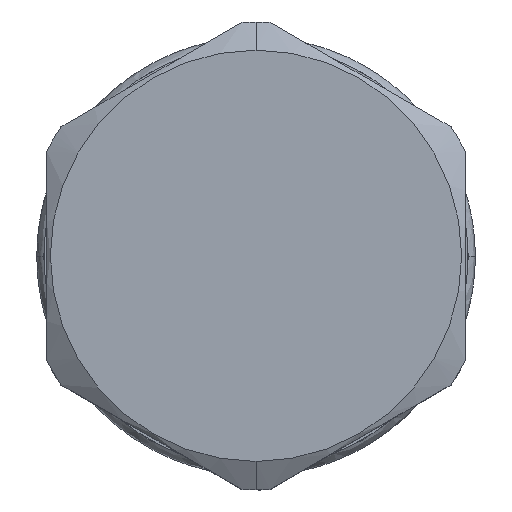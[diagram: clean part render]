
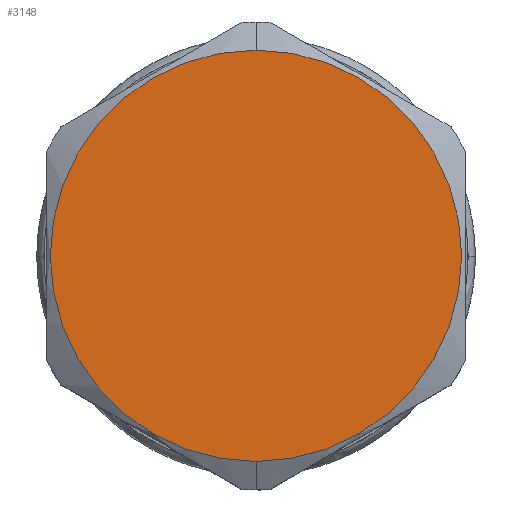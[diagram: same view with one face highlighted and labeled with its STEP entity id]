
A CAD part, top view. The second image highlights one B-rep face of the part: STEP entity #3148.
In plain terms, the highlighted planar face has unit normal (0, 0, 1).
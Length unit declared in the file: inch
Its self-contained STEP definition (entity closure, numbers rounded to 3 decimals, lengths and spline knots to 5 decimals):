
#630=CARTESIAN_POINT('',(0.,0.,3.1545));
#631=DIRECTION('',(0.,0.,1.));
#632=DIRECTION('',(0.,-1.,0.));
#633=AXIS2_PLACEMENT_3D('',#630,#631,#632);
#635=CARTESIAN_POINT('',(0.,0.,3.1545));
#636=DIRECTION('',(0.,0.,1.));
#637=DIRECTION('',(0.,1.,0.));
#638=AXIS2_PLACEMENT_3D('',#635,#636,#637);
#2027=CARTESIAN_POINT('',(0.,-0.43,3.1545));
#2028=CARTESIAN_POINT('',(0.,0.43,3.1545));
#2029=VERTEX_POINT('',#2027);
#2030=VERTEX_POINT('',#2028);
#3139=CARTESIAN_POINT('',(0.,0.,3.1545));
#3140=DIRECTION('',(0.,0.,1.));
#3141=DIRECTION('',(0.,1.,0.));
#3142=AXIS2_PLACEMENT_3D('',#3139,#3140,#3141);
#3143=PLANE('',#3142);
#3144=ORIENTED_EDGE('',*,*,#2994,.F.);
#3145=ORIENTED_EDGE('',*,*,#3022,.F.);
#3146=EDGE_LOOP('',(#3144,#3145));
#3147=FACE_OUTER_BOUND('',#3146,.F.);
#3148=ADVANCED_FACE('',(#3147),#3143,.T.);
#634=CIRCLE('',#633,0.43);
#639=CIRCLE('',#638,0.43);
#2994=EDGE_CURVE('',#2029,#2030,#634,.T.);
#3022=EDGE_CURVE('',#2030,#2029,#639,.T.);
